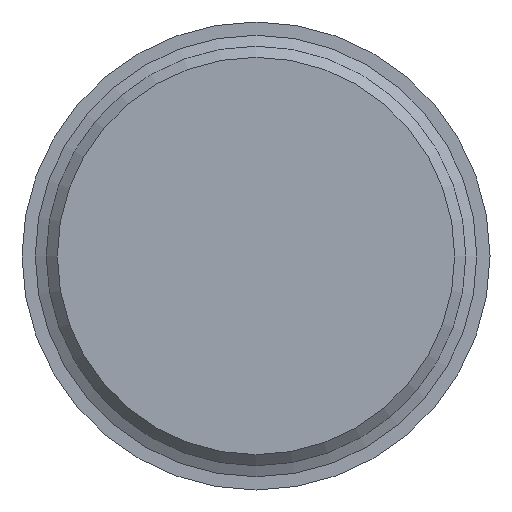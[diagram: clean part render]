
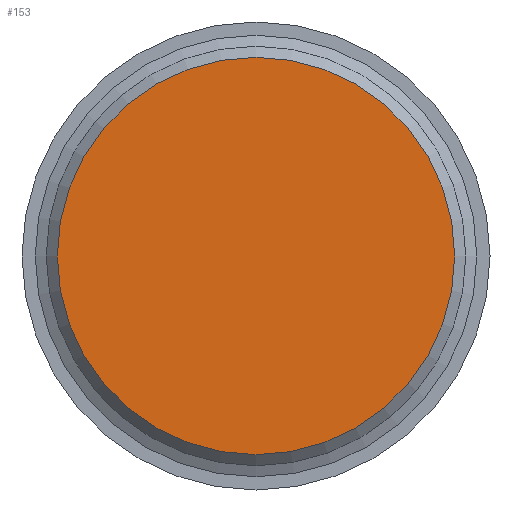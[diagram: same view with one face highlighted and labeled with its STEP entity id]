
A CAD part, front view. The second image highlights one B-rep face of the part: STEP entity #153.
In plain terms, the highlighted planar face has unit normal (0, -1, 0).
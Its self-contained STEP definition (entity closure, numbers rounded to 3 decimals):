
#18=PLANE('',#196);
#28=FACE_OUTER_BOUND('',#39,.T.);
#39=EDGE_LOOP('',(#127));
#64=CIRCLE('',#192,18.);
#77=VERTEX_POINT('',#280);
#93=EDGE_CURVE('',#77,#77,#64,.T.);
#127=ORIENTED_EDGE('',*,*,#93,.F.);
#153=ADVANCED_FACE('',(#28),#18,.F.);
#192=AXIS2_PLACEMENT_3D('',#282,#232,#233);
#196=AXIS2_PLACEMENT_3D('',#289,#241,#242);
#232=DIRECTION('center_axis',(0.,1.,0.));
#233=DIRECTION('ref_axis',(1.,0.,0.));
#241=DIRECTION('center_axis',(0.,1.,0.));
#242=DIRECTION('ref_axis',(0.,0.,1.));
#280=CARTESIAN_POINT('',(-18.,0.,0.));
#282=CARTESIAN_POINT('Origin',(0.,0.,0.));
#289=CARTESIAN_POINT('Origin',(0.,0.,0.));
